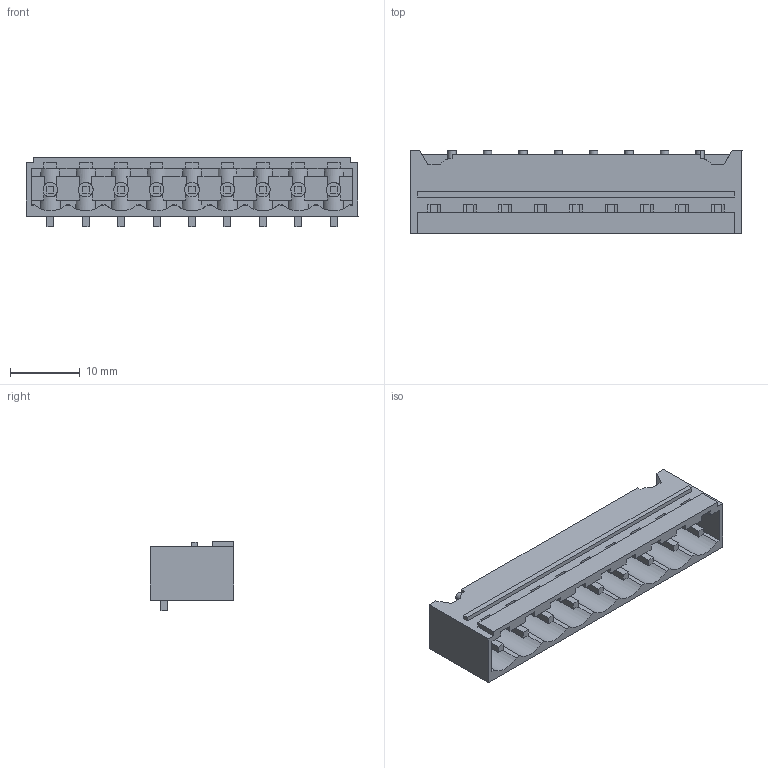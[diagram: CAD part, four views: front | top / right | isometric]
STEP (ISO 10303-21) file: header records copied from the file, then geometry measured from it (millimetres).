
FILE_DESCRIPTION(('CATIA V5 STEP Exchange','CAx-IF Rec.Pracs.--- Model Styling and Organization---1.4--- 2014-01-23'),'2;1');
FILE_NAME ('D1455863_2', '2022-05-20T07:35:34+00:00', ('none'), ('Weidmueller'), 'CATIA Version 5-6 Release 2016 SP3 HF44', 'CATIA V5 STEP AP214', 'none');
FILE_SCHEMA(('AUTOMOTIVE_DESIGN { 1 0 10303 214 1 1 1 1 }'));
Length unit declared in the file: millimetre
Products named in the file (1): 1775072001
Bounding box: 47.62 x 12 x 9.93 mm (x, y, z)
Volume: 1776.4 mm3; surface area: 4041 mm2
Topology: 10 solids, 10 shells, 556 faces, 1700 edges, 1147 vertices
Faces by surface type: plane 460, cylinder 80, extrusion 16
Entity records: 18750 total; most frequent: CARTESIAN_POINT 4493, ORIENTED_EDGE 3400, DIRECTION 2253, EDGE_CURVE 1700, VECTOR 1236, LINE 1220, VERTEX_POINT 1147, AXIS2_PLACEMENT_3D 617
